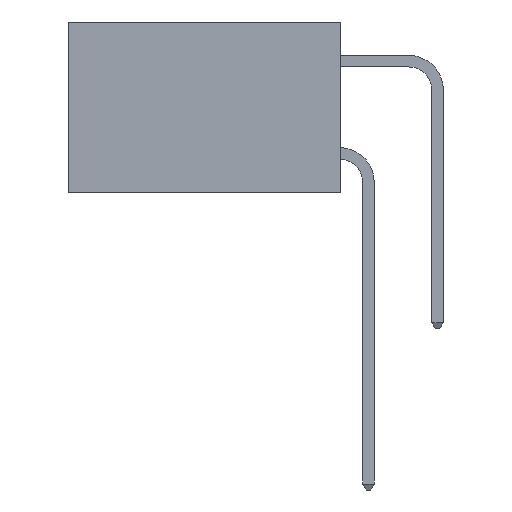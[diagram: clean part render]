
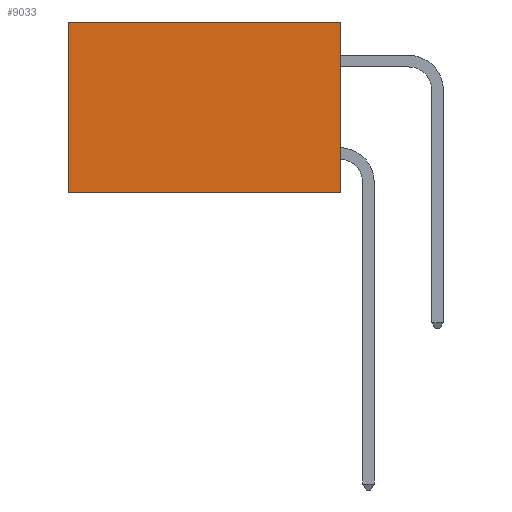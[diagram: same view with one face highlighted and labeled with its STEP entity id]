
A CAD part, left-side view. The second image highlights one B-rep face of the part: STEP entity #9033.
In plain terms, the highlighted planar face has unit normal (-1, 0, 0).
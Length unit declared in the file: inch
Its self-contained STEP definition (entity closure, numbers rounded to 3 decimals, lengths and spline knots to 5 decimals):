
#545 = EDGE_CURVE ( 'NONE', #1303, #10743, #9335, .T. ) ;
#583 = VERTEX_POINT ( 'NONE', #9585 ) ;
#1120 = AXIS2_PLACEMENT_3D ( 'NONE', #10429, #11616, #4579 ) ;
#1189 = ORIENTED_EDGE ( 'NONE', *, *, #545, .T. ) ;
#1303 = VERTEX_POINT ( 'NONE', #9428 ) ;
#1964 = CARTESIAN_POINT ( 'NONE',  ( 0.277, 0., -0.37 ) ) ;
#2486 = VECTOR ( 'NONE', #10893, 39.37008 ) ;
#2975 = ORIENTED_EDGE ( 'NONE', *, *, #10438, .F. ) ;
#3042 = VECTOR ( 'NONE', #5306, 39.37008 ) ;
#3371 = ORIENTED_EDGE ( 'NONE', *, *, #7575, .F. ) ;
#4437 = CARTESIAN_POINT ( 'NONE',  ( 0.277, 0.59, 0. ) ) ;
#4579 = DIRECTION ( 'NONE',  ( 0., 0., -1. ) ) ;
#5306 = DIRECTION ( 'NONE',  ( 0., 1., 0. ) ) ;
#5619 = CARTESIAN_POINT ( 'NONE',  ( 0.277, 0.59, -0.37 ) ) ;
#5953 = VECTOR ( 'NONE', #9114, 39.37008 ) ;
#6096 = LINE ( 'NONE', #9689, #2486 ) ;
#6287 = FACE_OUTER_BOUND ( 'NONE', #13917, .T. ) ;
#7575 = EDGE_CURVE ( 'NONE', #1303, #583, #9036, .T. ) ;
#7690 = VECTOR ( 'NONE', #12114, 39.37008 ) ;
#8956 = CARTESIAN_POINT ( 'NONE',  ( 0.277, 0., 0. ) ) ;
#9033 = ADVANCED_FACE ( 'NONE', ( #6287 ), #9226, .F. ) ;
#9036 = LINE ( 'NONE', #1964, #5953 ) ;
#9114 = DIRECTION ( 'NONE',  ( 0., 0., -1. ) ) ;
#9226 = PLANE ( 'NONE',  #1120 ) ;
#9282 = EDGE_CURVE ( 'NONE', #10743, #14422, #6096, .T. ) ;
#9335 = LINE ( 'NONE', #8956, #3042 ) ;
#9428 = CARTESIAN_POINT ( 'NONE',  ( 0.277, 0., 0. ) ) ;
#9585 = CARTESIAN_POINT ( 'NONE',  ( 0.277, 0., -0.37 ) ) ;
#9689 = CARTESIAN_POINT ( 'NONE',  ( 0.277, 0.59, -0.37 ) ) ;
#9761 = CARTESIAN_POINT ( 'NONE',  ( 0.277, 0., -0.37 ) ) ;
#10429 = CARTESIAN_POINT ( 'NONE',  ( 0.277, 0., -0.37 ) ) ;
#10438 = EDGE_CURVE ( 'NONE', #583, #14422, #13601, .T. ) ;
#10743 = VERTEX_POINT ( 'NONE', #4437 ) ;
#10893 = DIRECTION ( 'NONE',  ( 0., 0., -1. ) ) ;
#10948 = ORIENTED_EDGE ( 'NONE', *, *, #9282, .T. ) ;
#11616 = DIRECTION ( 'NONE',  ( 1., 0., 0. ) ) ;
#12114 = DIRECTION ( 'NONE',  ( 0., 1., 0. ) ) ;
#13601 = LINE ( 'NONE', #9761, #7690 ) ;
#13917 = EDGE_LOOP ( 'NONE', ( #10948, #2975, #3371, #1189 ) ) ;
#14422 = VERTEX_POINT ( 'NONE', #5619 ) ;
